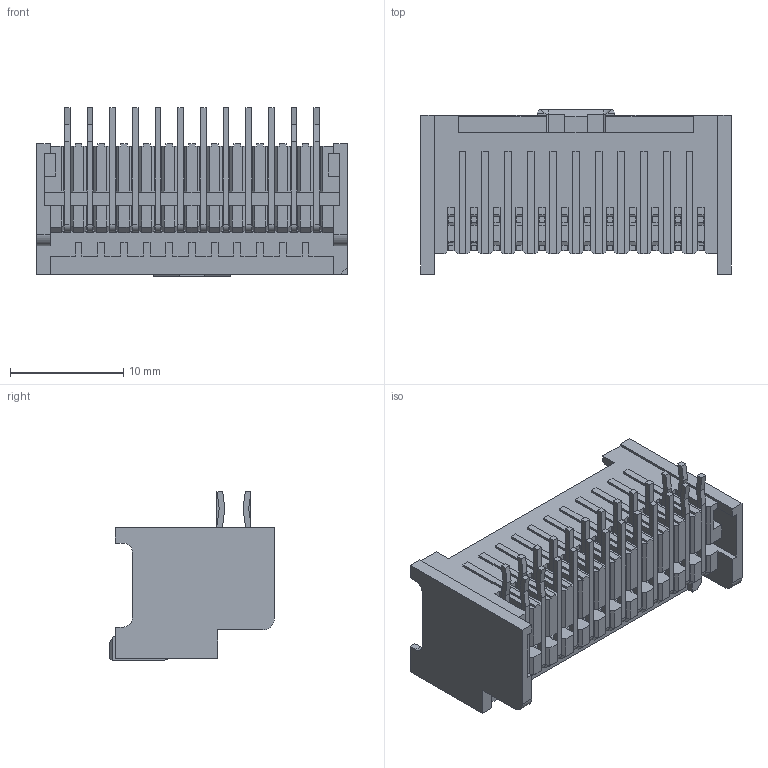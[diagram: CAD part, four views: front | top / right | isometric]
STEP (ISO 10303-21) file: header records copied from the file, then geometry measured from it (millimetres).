
FILE_DESCRIPTION((''),'2;1');
FILE_NAME('559592430','2008-01-15T',('mhm01'),(''),'PRO/ENGINEER BY PARAMETRIC TECHNOLOGY CORPORATION, 2003451','PRO/ENGINEER BY PARAMETRIC TECHNOLOGY CORPORATION, 2003451','');
FILE_SCHEMA(('CONFIG_CONTROL_DESIGN'));
Length unit declared in the file: millimetre
Products named in the file (1): 559592430
Bounding box: 27.4 x 14.5 x 14.9 mm (x, y, z)
Volume: 1681.3 mm3; surface area: 3544.4 mm2
Topology: 13 solids, 13 shells, 1009 faces, 2906 edges, 1900 vertices
Faces by surface type: plane 927, cylinder 72, cone 10
Entity records: 32405 total; most frequent: CARTESIAN_POINT 5762, ORIENTED_EDGE 5710, DIRECTION 5128, EDGE_CURVE 2855, VECTOR 2704, LINE 2704, VERTEX_POINT 1846, AXIS2_PLACEMENT_3D 1212
